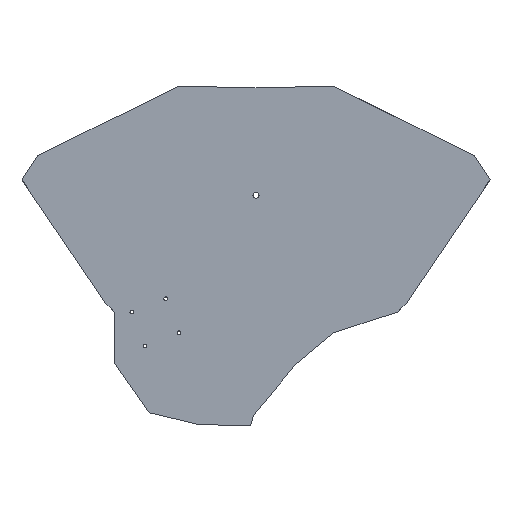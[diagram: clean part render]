
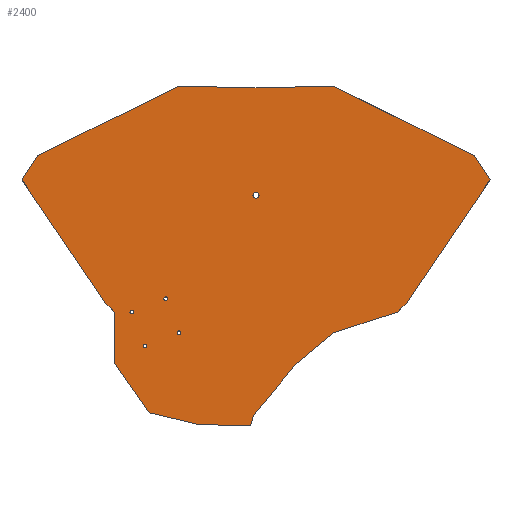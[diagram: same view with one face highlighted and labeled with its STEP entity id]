
A CAD part, top view. The second image highlights one B-rep face of the part: STEP entity #2400.
In plain terms, the highlighted planar face has unit normal (0, 0, 1).
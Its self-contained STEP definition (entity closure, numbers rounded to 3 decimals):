
#39=FACE_BOUND('',#385,.T.);
#40=FACE_BOUND('',#386,.T.);
#41=FACE_BOUND('',#387,.T.);
#42=FACE_BOUND('',#388,.T.);
#43=FACE_BOUND('',#389,.T.);
#71=CIRCLE('',#2488,1.05);
#74=CIRCLE('',#2495,1.05);
#77=CIRCLE('',#2501,1.05);
#80=CIRCLE('',#2507,1.05);
#94=CIRCLE('',#2596,1.75);
#227=FACE_OUTER_BOUND('',#384,.T.);
#384=EDGE_LOOP('',(#2015,#2016,#2017,#2018,#2019,#2020,#2021,#2022,#2023,
#2024,#2025,#2026,#2027,#2028,#2029,#2030,#2031,#2032));
#385=EDGE_LOOP('',(#2033));
#386=EDGE_LOOP('',(#2034));
#387=EDGE_LOOP('',(#2035));
#388=EDGE_LOOP('',(#2036));
#389=EDGE_LOOP('',(#2037));
#508=LINE('',#3573,#788);
#511=LINE('',#3578,#791);
#513=LINE('',#3582,#793);
#515=LINE('',#3587,#795);
#518=LINE('',#3592,#798);
#520=LINE('',#3596,#800);
#522=LINE('',#3600,#802);
#524=LINE('',#3603,#804);
#637=LINE('',#3830,#917);
#655=LINE('',#3865,#935);
#656=LINE('',#3867,#936);
#657=LINE('',#3869,#937);
#658=LINE('',#3870,#938);
#659=LINE('',#3872,#939);
#660=LINE('',#3874,#940);
#661=LINE('',#3876,#941);
#662=LINE('',#3878,#942);
#663=LINE('',#3879,#943);
#788=VECTOR('',#2940,10.);
#791=VECTOR('',#2945,10.);
#793=VECTOR('',#2949,10.);
#795=VECTOR('',#2953,10.);
#798=VECTOR('',#2958,10.);
#800=VECTOR('',#2962,10.);
#802=VECTOR('',#2966,10.);
#804=VECTOR('',#2970,10.);
#917=VECTOR('',#3141,10.);
#935=VECTOR('',#3173,10.);
#936=VECTOR('',#3174,10.);
#937=VECTOR('',#3175,10.);
#938=VECTOR('',#3176,10.);
#939=VECTOR('',#3177,10.);
#940=VECTOR('',#3178,10.);
#941=VECTOR('',#3179,10.);
#942=VECTOR('',#3180,10.);
#943=VECTOR('',#3181,10.);
#1030=VERTEX_POINT('',#3411);
#1033=VERTEX_POINT('',#3423);
#1036=VERTEX_POINT('',#3434);
#1039=VERTEX_POINT('',#3445);
#1074=VERTEX_POINT('',#3571);
#1075=VERTEX_POINT('',#3572);
#1076=VERTEX_POINT('',#3577);
#1077=VERTEX_POINT('',#3581);
#1078=VERTEX_POINT('',#3585);
#1079=VERTEX_POINT('',#3586);
#1080=VERTEX_POINT('',#3591);
#1081=VERTEX_POINT('',#3595);
#1082=VERTEX_POINT('',#3599);
#1166=VERTEX_POINT('',#3827);
#1167=VERTEX_POINT('',#3829);
#1177=VERTEX_POINT('',#3864);
#1178=VERTEX_POINT('',#3866);
#1179=VERTEX_POINT('',#3868);
#1180=VERTEX_POINT('',#3871);
#1181=VERTEX_POINT('',#3873);
#1182=VERTEX_POINT('',#3875);
#1183=VERTEX_POINT('',#3877);
#1184=VERTEX_POINT('',#3880);
#1261=EDGE_CURVE('',#1030,#1030,#71,.T.);
#1266=EDGE_CURVE('',#1033,#1033,#74,.T.);
#1271=EDGE_CURVE('',#1036,#1036,#77,.T.);
#1276=EDGE_CURVE('',#1039,#1039,#80,.T.);
#1334=EDGE_CURVE('',#1074,#1075,#508,.T.);
#1337=EDGE_CURVE('',#1075,#1076,#511,.T.);
#1339=EDGE_CURVE('',#1077,#1076,#513,.T.);
#1341=EDGE_CURVE('',#1078,#1079,#515,.T.);
#1344=EDGE_CURVE('',#1079,#1080,#518,.T.);
#1346=EDGE_CURVE('',#1081,#1080,#520,.T.);
#1348=EDGE_CURVE('',#1082,#1081,#522,.T.);
#1350=EDGE_CURVE('',#1082,#1074,#524,.T.);
#1463=EDGE_CURVE('',#1167,#1166,#637,.T.);
#1481=EDGE_CURVE('',#1077,#1177,#655,.T.);
#1482=EDGE_CURVE('',#1177,#1178,#656,.T.);
#1483=EDGE_CURVE('',#1178,#1179,#657,.T.);
#1484=EDGE_CURVE('',#1179,#1167,#658,.T.);
#1485=EDGE_CURVE('',#1166,#1180,#659,.T.);
#1486=EDGE_CURVE('',#1180,#1181,#660,.T.);
#1487=EDGE_CURVE('',#1181,#1182,#661,.T.);
#1488=EDGE_CURVE('',#1182,#1183,#662,.T.);
#1489=EDGE_CURVE('',#1183,#1078,#663,.T.);
#1490=EDGE_CURVE('',#1184,#1184,#94,.T.);
#2015=ORIENTED_EDGE('',*,*,#1481,.T.);
#2016=ORIENTED_EDGE('',*,*,#1482,.T.);
#2017=ORIENTED_EDGE('',*,*,#1483,.T.);
#2018=ORIENTED_EDGE('',*,*,#1484,.T.);
#2019=ORIENTED_EDGE('',*,*,#1463,.T.);
#2020=ORIENTED_EDGE('',*,*,#1485,.T.);
#2021=ORIENTED_EDGE('',*,*,#1486,.T.);
#2022=ORIENTED_EDGE('',*,*,#1487,.T.);
#2023=ORIENTED_EDGE('',*,*,#1488,.T.);
#2024=ORIENTED_EDGE('',*,*,#1489,.T.);
#2025=ORIENTED_EDGE('',*,*,#1341,.T.);
#2026=ORIENTED_EDGE('',*,*,#1344,.T.);
#2027=ORIENTED_EDGE('',*,*,#1346,.F.);
#2028=ORIENTED_EDGE('',*,*,#1348,.F.);
#2029=ORIENTED_EDGE('',*,*,#1350,.T.);
#2030=ORIENTED_EDGE('',*,*,#1334,.T.);
#2031=ORIENTED_EDGE('',*,*,#1337,.T.);
#2032=ORIENTED_EDGE('',*,*,#1339,.F.);
#2033=ORIENTED_EDGE('',*,*,#1266,.T.);
#2034=ORIENTED_EDGE('',*,*,#1271,.T.);
#2035=ORIENTED_EDGE('',*,*,#1276,.T.);
#2036=ORIENTED_EDGE('',*,*,#1261,.T.);
#2037=ORIENTED_EDGE('',*,*,#1490,.T.);
#2268=PLANE('',#2595);
#2400=ADVANCED_FACE('',(#227,#39,#40,#41,#42,#43),#2268,.T.);
#2488=AXIS2_PLACEMENT_3D('',#3413,#2760,#2761);
#2495=AXIS2_PLACEMENT_3D('',#3425,#2776,#2777);
#2501=AXIS2_PLACEMENT_3D('',#3436,#2790,#2791);
#2507=AXIS2_PLACEMENT_3D('',#3447,#2804,#2805);
#2595=AXIS2_PLACEMENT_3D('',#3863,#3171,#3172);
#2596=AXIS2_PLACEMENT_3D('',#3881,#3182,#3183);
#2760=DIRECTION('center_axis',(0.,0.,-1.));
#2761=DIRECTION('ref_axis',(1.,0.,0.));
#2776=DIRECTION('center_axis',(0.,0.,-1.));
#2777=DIRECTION('ref_axis',(1.,0.,0.));
#2790=DIRECTION('center_axis',(0.,0.,-1.));
#2791=DIRECTION('ref_axis',(1.,0.,0.));
#2804=DIRECTION('center_axis',(0.,0.,-1.));
#2805=DIRECTION('ref_axis',(1.,0.,0.));
#2940=DIRECTION('',(0.638,0.77,0.));
#2945=DIRECTION('',(0.769,0.639,0.));
#2949=DIRECTION('',(-0.951,-0.308,0.));
#2953=DIRECTION('',(0.,-1.,0.));
#2958=DIRECTION('',(0.574,-0.819,0.));
#2962=DIRECTION('',(-0.973,0.231,0.));
#2966=DIRECTION('',(-1.,0.026,0.));
#2970=DIRECTION('',(0.259,0.966,0.));
#3141=DIRECTION('',(-1.,-0.022,0.));
#3171=DIRECTION('center_axis',(0.,0.,1.));
#3172=DIRECTION('ref_axis',(1.,0.,0.));
#3173=DIRECTION('',(0.732,0.681,0.));
#3174=DIRECTION('',(0.56,0.829,0.));
#3175=DIRECTION('',(-0.549,0.836,0.));
#3176=DIRECTION('',(-0.896,0.444,0.));
#3177=DIRECTION('',(-1.,0.022,0.));
#3178=DIRECTION('',(-0.896,-0.444,0.));
#3179=DIRECTION('',(-0.549,-0.836,0.));
#3180=DIRECTION('',(0.56,-0.829,0.));
#3181=DIRECTION('',(0.732,-0.681,0.));
#3182=DIRECTION('center_axis',(0.,0.,-1.));
#3183=DIRECTION('ref_axis',(-1.,0.,0.));
#3411=CARTESIAN_POINT('',(-73.423,-16.64,3.));
#3413=CARTESIAN_POINT('Origin',(-72.373,-16.64,3.));
#3423=CARTESIAN_POINT('',(-53.671,-8.857,3.));
#3425=CARTESIAN_POINT('Origin',(-52.621,-8.857,3.));
#3434=CARTESIAN_POINT('',(-65.639,-36.392,3.));
#3436=CARTESIAN_POINT('Origin',(-64.589,-36.392,3.));
#3445=CARTESIAN_POINT('',(-45.888,-28.609,3.));
#3447=CARTESIAN_POINT('Origin',(-44.838,-28.609,3.));
#3571=CARTESIAN_POINT('',(-1.515,-76.887,3.));
#3572=CARTESIAN_POINT('',(23.501,-46.733,3.));
#3573=CARTESIAN_POINT('',(-1.515,-76.887,3.));
#3577=CARTESIAN_POINT('',(45.282,-28.652,3.));
#3578=CARTESIAN_POINT('',(1.72,-64.813,3.));
#3581=CARTESIAN_POINT('',(82.373,-16.64,3.));
#3582=CARTESIAN_POINT('',(82.373,-16.64,3.));
#3585=CARTESIAN_POINT('',(-82.373,-16.64,3.));
#3586=CARTESIAN_POINT('',(-82.373,-46.64,3.));
#3587=CARTESIAN_POINT('',(-82.373,-16.64,3.));
#3591=CARTESIAN_POINT('',(-62.298,-75.31,3.));
#3592=CARTESIAN_POINT('',(-82.373,-46.64,3.));
#3595=CARTESIAN_POINT('',(-33.524,-82.136,3.));
#3596=CARTESIAN_POINT('',(-33.524,-82.136,3.));
#3599=CARTESIAN_POINT('',(-3.133,-82.924,3.));
#3600=CARTESIAN_POINT('',(-3.133,-82.924,3.));
#3603=CARTESIAN_POINT('',(-4.75,-88.961,3.));
#3827=CARTESIAN_POINT('',(0.,114.,3.));
#3829=CARTESIAN_POINT('',(45.291,115.,3.));
#3830=CARTESIAN_POINT('',(0.,114.,3.));
#3863=CARTESIAN_POINT('Origin',(0.,48.68,3.));
#3864=CARTESIAN_POINT('',(87.601,-11.78,3.));
#3865=CARTESIAN_POINT('',(87.601,-11.78,3.));
#3866=CARTESIAN_POINT('',(136.344,60.351,3.));
#3867=CARTESIAN_POINT('',(136.344,60.351,3.));
#3868=CARTESIAN_POINT('',(127.118,74.415,3.));
#3869=CARTESIAN_POINT('',(127.118,74.415,3.));
#3870=CARTESIAN_POINT('',(45.291,115.,3.));
#3871=CARTESIAN_POINT('',(-45.291,115.,3.));
#3872=CARTESIAN_POINT('',(0.,114.,3.));
#3873=CARTESIAN_POINT('',(-127.118,74.415,3.));
#3874=CARTESIAN_POINT('',(-45.291,115.,3.));
#3875=CARTESIAN_POINT('',(-136.344,60.351,3.));
#3876=CARTESIAN_POINT('',(-127.118,74.415,3.));
#3877=CARTESIAN_POINT('',(-87.601,-11.78,3.));
#3878=CARTESIAN_POINT('',(-136.344,60.351,3.));
#3879=CARTESIAN_POINT('',(-87.601,-11.78,3.));
#3880=CARTESIAN_POINT('',(1.75,51.5,3.));
#3881=CARTESIAN_POINT('Origin',(0.,51.5,3.));
